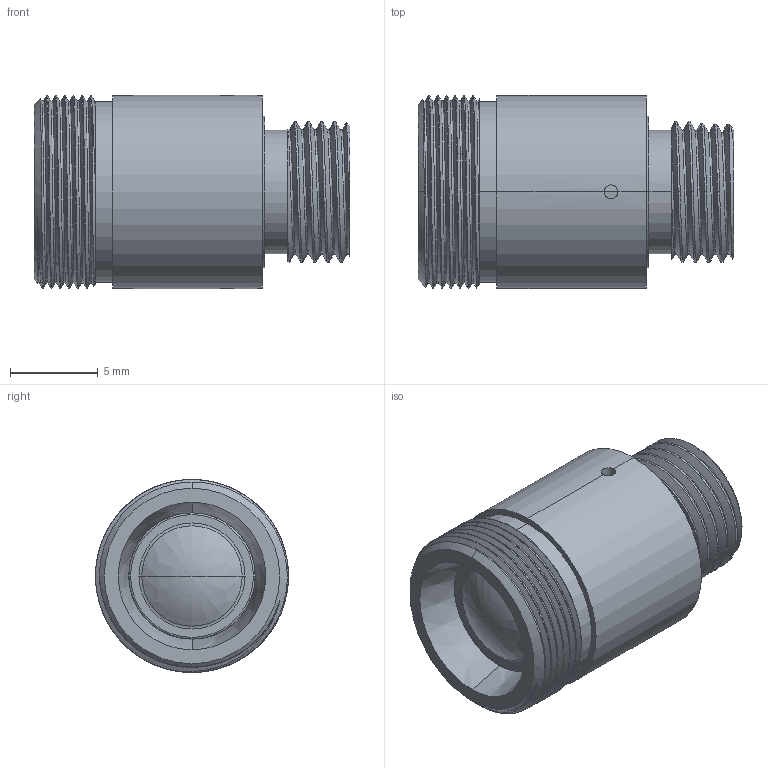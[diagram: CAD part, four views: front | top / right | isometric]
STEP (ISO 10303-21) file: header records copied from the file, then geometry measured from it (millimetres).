
FILE_DESCRIPTION (( 'STEP AP203' ), '1' );
FILE_NAME ('Web Model 64773_64769.step', '2019-07-01T13:46:02', ( '' ), ( '' ), 'SwSTEP 2.0', 'SolidWorks 2018', '' );
FILE_SCHEMA (( 'CONFIG_CONTROL_DESIGN' ));
Length unit declared in the file: millimetre
Products named in the file (1): Web Model 64773_64769
Bounding box: 18.01 x 11 x 11 mm (x, y, z)
Volume: 1036.8 mm3; surface area: 1696.5 mm2
Topology: 3 solids, 3 shells, 130 faces, 319 edges, 200 vertices
Faces by surface type: cylinder 58, bspline 28, plane 20, cone 18, torus 6
Entity records: 17389 total; most frequent: CARTESIAN_POINT 14518, ORIENTED_EDGE 630, DIRECTION 489, EDGE_CURVE 315, AXIS2_PLACEMENT_3D 202, VERTEX_POINT 200, EDGE_LOOP 147, B_SPLINE_CURVE_WITH_KNOTS 131
